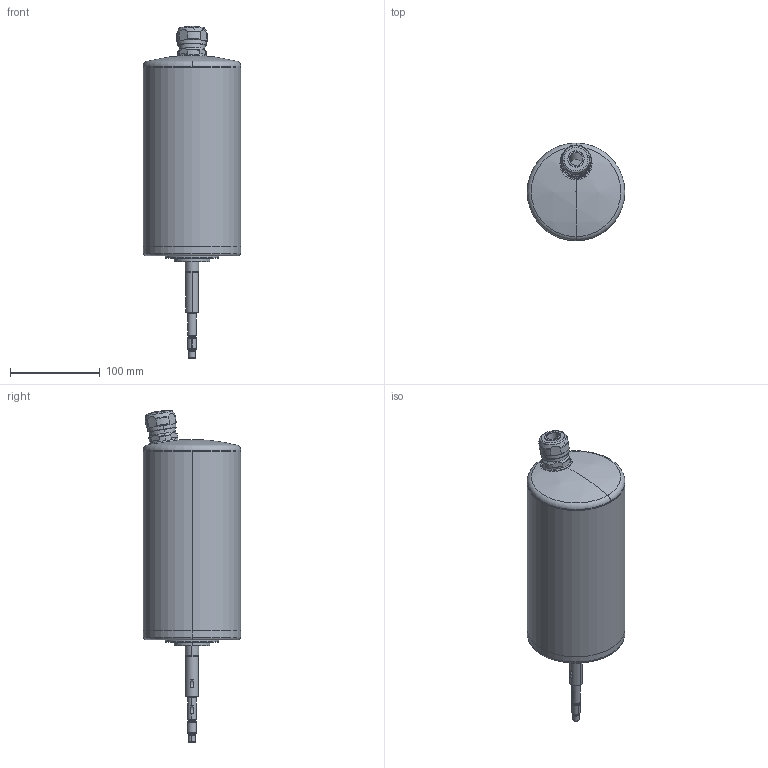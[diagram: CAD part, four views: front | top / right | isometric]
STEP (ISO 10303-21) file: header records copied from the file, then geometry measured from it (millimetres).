
FILE_DESCRIPTION (( 'STEP AP214' ), '1' );
FILE_NAME ('Permanentmagnetläufer ESKH 80NR-+-2770428.STEP', '2021-12-06T15:34:06', ( '' ), ( '' ), 'SwSTEP 2.0', 'SolidWorks 2020', '' );
FILE_SCHEMA (( 'AUTOMOTIVE_DESIGN' ));
Length unit declared in the file: millimetre
Products named in the file (11): Gehäuse ESKW80-80-+-2504952_2417677; Welle_ shaft ESKH80-80NR-+-2770362_Mit Fertiggewinde; Gehäuse m. Gehäuse m.Ständer ESKW 80-80-+-2767317_Mit Vergussmasse; N_3760_A 15 x 32 x 7 (Viton); Permanentmagnetläufer ESKH 80NR-+-2770428; Permanentmagnetläufer ESKH 80NR-+-2770371_PDB_2770371; Lagerdeckel ESKH80-80NR-+-2770770_PDB...; Teil1-+-E-308028; Lagerschild AS-+-2770399_PDB2407213; Runddichtring-+-WN0191.00_ _40 x 2,5; SILVYN HYGIENIC_M20x1,5-+-2412357
Assembly tree (10 placements, depth 3):
  Permanentmagnetläufer ESKH 80NR-+-2770428
    Gehäuse m. Gehäuse m.Ständer ESKW 80-80-+-2767317_Mit Vergussmasse
      Gehäuse ESKW80-80-+-2504952_2417677
    Lagerschild AS-+-2770399_PDB2407213
    Lagerdeckel ESKH80-80NR-+-2770770_PDB...
    SILVYN HYGIENIC_M20x1,5-+-2412357
    Permanentmagnetläufer ESKH 80NR-+-2770371_PDB_2770371
      Welle_ shaft ESKH80-80NR-+-2770362_Mit Fertiggewinde
      Teil1-+-E-308028
    N_3760_A 15 x 32 x 7 (Viton)
    Runddichtring-+-WN0191.00_ _40 x 2,5
Bounding box: 109 x 109 x 370.5 mm (x, y, z)
Volume: 428665 mm3; surface area: 211994.9 mm2
Topology: 8 solids, 8 shells, 314 faces, 702 edges, 418 vertices
Faces by surface type: cylinder 115, cone 89, plane 55, torus 34, bspline 19, sphere 2
Entity records: 10117 total; most frequent: CARTESIAN_POINT 2058, DIRECTION 1661, ORIENTED_EDGE 1364, AXIS2_PLACEMENT_3D 721, EDGE_CURVE 682, VERTEX_POINT 418, CIRCLE 411, EDGE_LOOP 362
